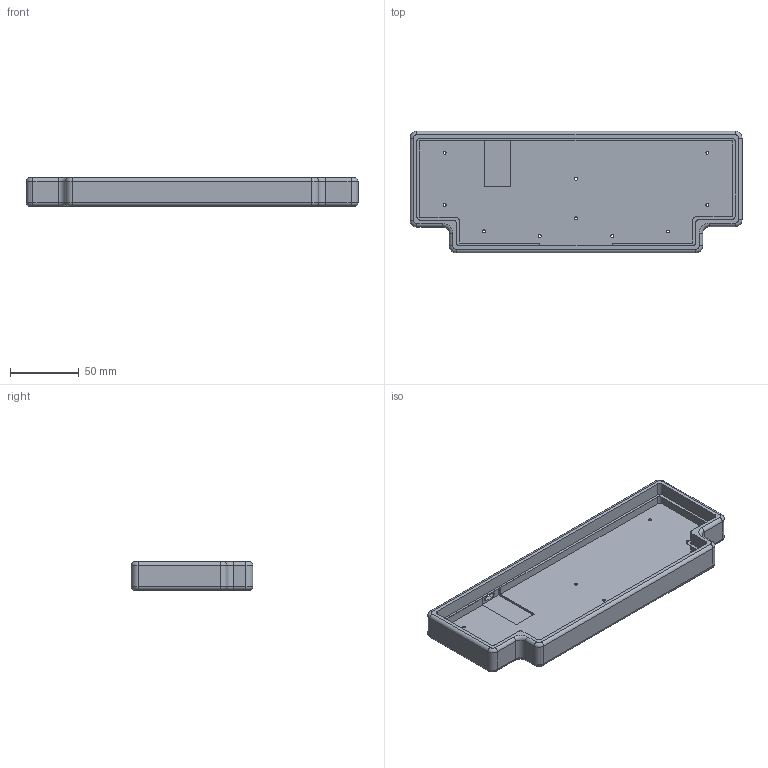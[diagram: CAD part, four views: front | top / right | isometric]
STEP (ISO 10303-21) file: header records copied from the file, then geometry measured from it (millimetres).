
FILE_DESCRIPTION(('HOOPS Exchange Step'),'2;1');
FILE_NAME('temp_export','2023-12-31T13:42:51-05:00',('jscotto'),('Shapr3D Limited'),'HOOPS Exchange 2023.2','Shapr3D','Authorized');
FILE_SCHEMA( ('AUTOMOTIVE_DESIGN { 1 0 10303 214 1 1 1 1 }') );
Length unit declared in the file: millimetre
Products named in the file (1): Case (4x12_7)
Bounding box: 240.6 x 88.2 x 20.6 mm (x, y, z)
Volume: 114019.1 mm3; surface area: 64696.7 mm2
Topology: 1 solids, 1 shells, 136 faces, 383 edges, 250 vertices
Faces by surface type: cylinder 54, plane 48, cone 18, torus 16
Full cylindrical faces by diameter (mm): 2 x1, 2.2 x9
Entity records: 4641 total; most frequent: CARTESIAN_POINT 896, DIRECTION 831, ORIENTED_EDGE 766, EDGE_CURVE 383, AXIS2_PLACEMENT_3D 317, VERTEX_POINT 250, VECTOR 197, LINE 197
